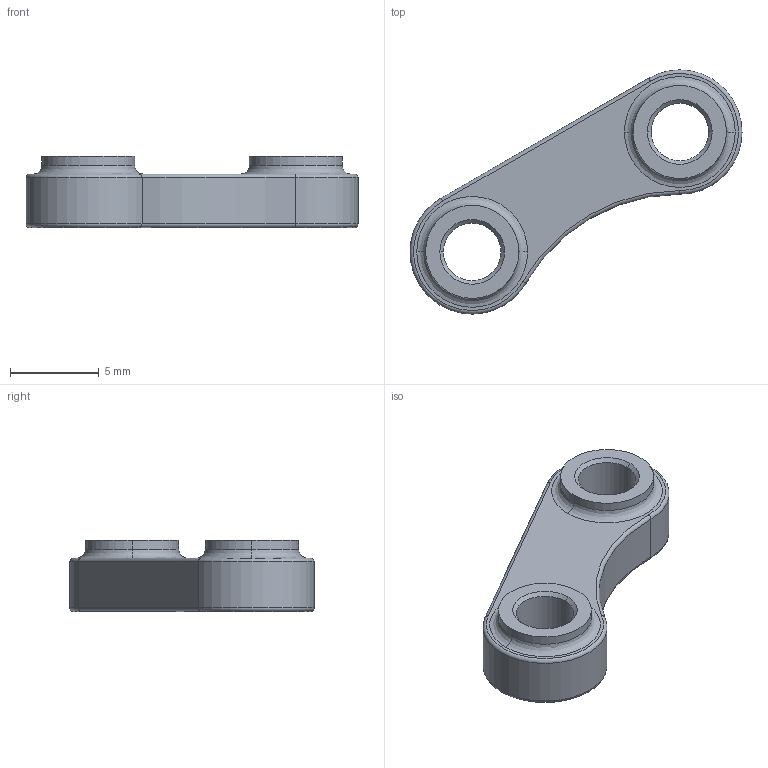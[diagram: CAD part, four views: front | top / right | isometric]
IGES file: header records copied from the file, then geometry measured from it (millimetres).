
Global section: file name: No Iges File Name specified; native system: AutoDesk Inventor R12.0; preprocessor: AutoDesk Inventor Iges Exporter R12.0; date: 20090312.160343; units: millimetre
Bounding box: 18.69 x 13.75 x 4 mm (x, y, z)
Volume: 333.4 mm3; surface area: 447.7 mm2
Topology: 1 solids, 1 shells, 36 faces, 76 edges, 44 vertices
Faces by surface type: revolution 9, bspline 8, cylinder 8, torus 6, plane 5
